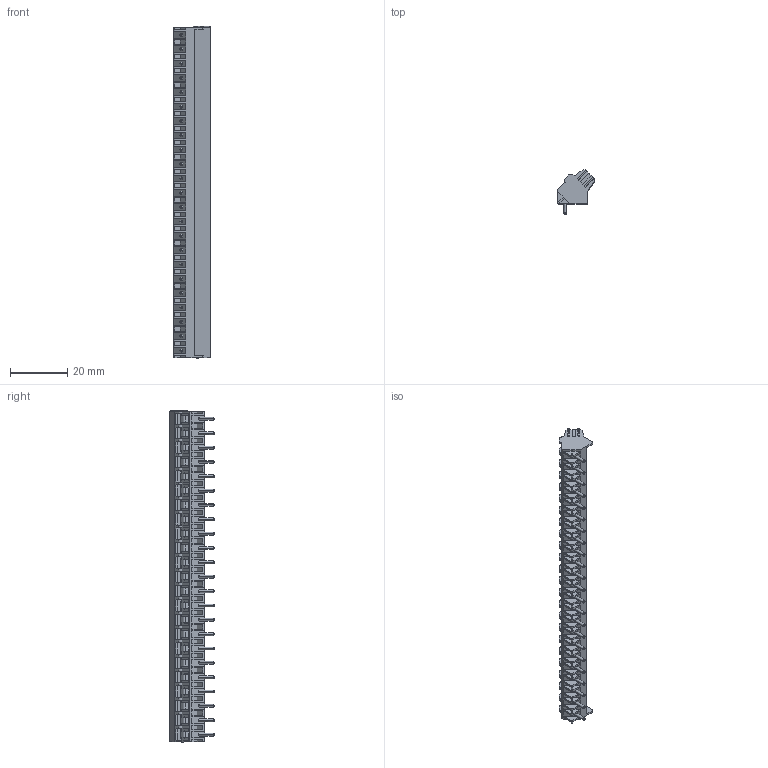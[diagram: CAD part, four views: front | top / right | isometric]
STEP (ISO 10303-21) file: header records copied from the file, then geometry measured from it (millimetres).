
FILE_DESCRIPTION((''),'2;1');
FILE_NAME('TL240','2024-11-13T',('yanfa'),(''),'PRO/ENGINEER BY PARAMETRIC TECHNOLOGY CORPORATION, 2009280','PRO/ENGINEER BY PARAMETRIC TECHNOLOGY CORPORATION, 2009280','');
FILE_SCHEMA(('AUTOMOTIVE_DESIGN_CC2 { 1 2 10303 214 -1 1 5 2 }'));
Products named in the file (1): TL240
Bounding box: 12.8 x 15.4 x 115.68 mm (x, y, z)
Volume: 8733.2 mm3; surface area: 9726.3 mm2
Topology: 1 solids, 1 shells, 2092 faces, 5991 edges, 3948 vertices
Faces by surface type: plane 1311, cylinder 551, torus 92, cone 92, bspline 46
Entity records: 70158 total; most frequent: CARTESIAN_POINT 14515, ORIENTED_EDGE 11982, DIRECTION 11415, EDGE_CURVE 5991, VECTOR 4107, LINE 4107, VERTEX_POINT 3948, AXIS2_PLACEMENT_3D 3654
